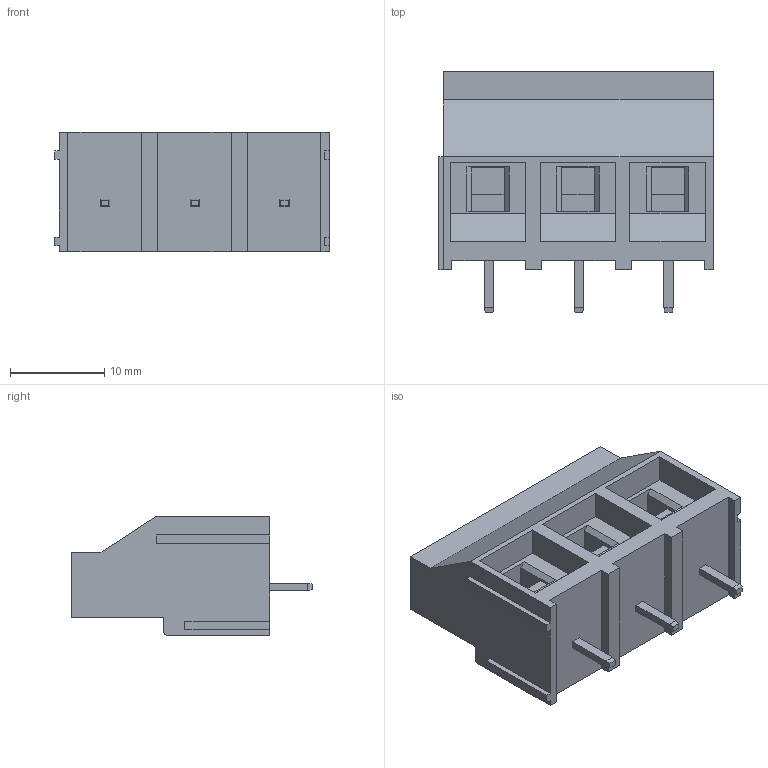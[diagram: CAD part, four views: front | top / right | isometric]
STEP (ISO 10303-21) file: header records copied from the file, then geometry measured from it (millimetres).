
FILE_DESCRIPTION(('FreeCAD Model'),'2;1');
FILE_NAME('Open CASCADE Shape Model','2022-08-30T13:43:01',( 'Engenharia Meltaltex'),('Engenharia Meltaltex'), 'Open CASCADE STEP processor 7.5','FreeCAD','Unknown');
FILE_SCHEMA(('AUTOMOTIVE_DESIGN { 1 0 10303 214 1 1 1 1 }'));
Length unit declared in the file: millimetre
Products named in the file (12): BR11; BR1103V; Body009; Screw002; Screw003; Block002; Block003; T005; T006; Screw004; Body017; Body018
Assembly tree (11 placements, depth 3):
  BR11
    BR1103V
      Body009
      Screw002
      Screw003
      Block002
      Block003
      T005
      T006
      Screw004
      Body017
      Body018
Bounding box: 29.1 x 25.5 x 12.7 mm (x, y, z)
Volume: 5093.1 mm3; surface area: 3711.6 mm2
Topology: 10 solids, 10 shells, 173 faces, 408 edges, 268 vertices
Faces by surface type: plane 160, cylinder 13
Full cylindrical faces by diameter (mm): 4.5 x3, 4.7 x3
Entity records: 10499 total; most frequent: CARTESIAN_POINT 1713, DIRECTION 1626, LINE 1148, VECTOR 1148, ORIENTED_EDGE 816, PCURVE 816, DEFINITIONAL_REPRESENTATION 816, EDGE_CURVE 408
